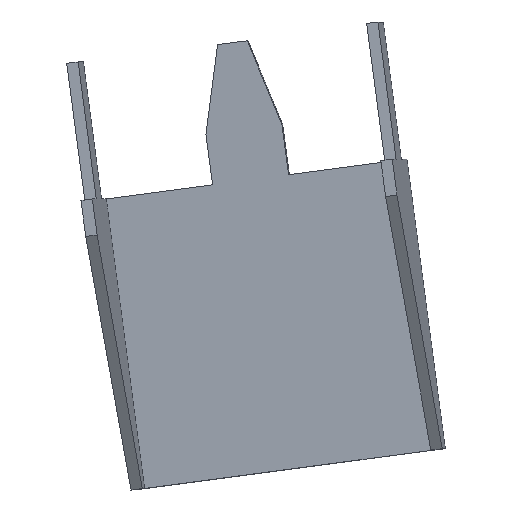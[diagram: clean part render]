
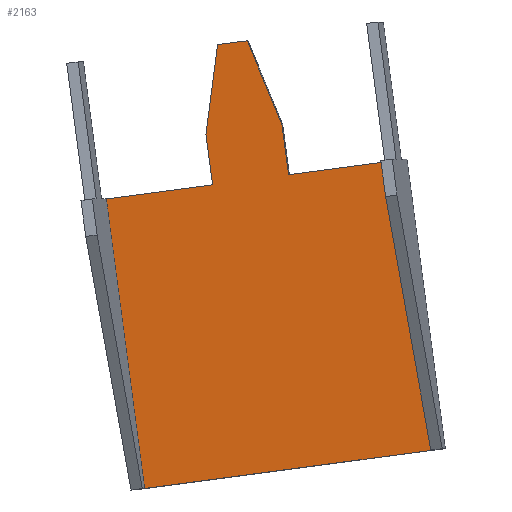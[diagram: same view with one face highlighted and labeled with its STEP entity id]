
A CAD part, front view. The second image highlights one B-rep face of the part: STEP entity #2163.
In plain terms, the highlighted planar face has unit normal (-0.069, -0.998, 0).
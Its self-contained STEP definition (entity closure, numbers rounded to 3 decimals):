
#60 = VERTEX_POINT ( 'NONE', #2017 ) ;
#87 = EDGE_CURVE ( 'NONE', #2753, #151, #1576, .T. ) ;
#94 = LINE ( 'NONE', #2361, #956 ) ;
#147 = VECTOR ( 'NONE', #1980, 1000. ) ;
#151 = VERTEX_POINT ( 'NONE', #2294 ) ;
#154 = LINE ( 'NONE', #1956, #1138 ) ;
#156 = DIRECTION ( 'NONE',  ( -0.989, 0.068, -0.132 ) ) ;
#159 = LINE ( 'NONE', #1750, #1660 ) ;
#179 = ORIENTED_EDGE ( 'NONE', *, *, #1237, .F. ) ;
#225 = CARTESIAN_POINT ( 'NONE',  ( -4.167, -0.414, -5.525 ) ) ;
#237 = CARTESIAN_POINT ( 'NONE',  ( 4.1, -0.982, 5.309 ) ) ;
#412 = VERTEX_POINT ( 'NONE', #499 ) ;
#499 = CARTESIAN_POINT ( 'NONE',  ( -5.434, -0.327, 4.041 ) ) ;
#537 = ORIENTED_EDGE ( 'NONE', *, *, #920, .T. ) ;
#629 = EDGE_CURVE ( 'NONE', #2753, #2628, #2410, .T. ) ;
#706 = EDGE_CURVE ( 'Edge9', #1246, #60, #159, .T. ) ;
#726 = VECTOR ( 'NONE', #1255, 1000. ) ;
#739 = CARTESIAN_POINT ( 'NONE',  ( 4.1, -0.982, 5.309 ) ) ;
#804 = DIRECTION ( 'NONE',  ( -0.989, 0.068, -0.132 ) ) ;
#805 = LINE ( 'NONE', #1918, #726 ) ;
#882 = LINE ( 'NONE', #1732, #147 ) ;
#915 = DIRECTION ( 'NONE',  ( -0.131, 0.009, 0.991 ) ) ;
#920 = EDGE_CURVE ( 'NONE', #60, #1475, #94, .T. ) ;
#956 = VECTOR ( 'NONE', #2812, 1000. ) ;
#1052 = FACE_OUTER_BOUND ( 'NONE', #2357, .T. ) ;
#1071 = ORIENTED_EDGE ( 'NONE', *, *, #87, .F. ) ;
#1078 = DIRECTION ( 'NONE',  ( -0.998, 0.068, 0. ) ) ;
#1138 = VECTOR ( 'NONE', #2434, 1000. ) ;
#1195 = ORIENTED_EDGE ( 'NONE', *, *, #2507, .F. ) ;
#1237 = EDGE_CURVE ( 'NONE', #1246, #2068, #882, .T. ) ;
#1246 = VERTEX_POINT ( 'NONE', #2881 ) ;
#1255 = DIRECTION ( 'NONE',  ( 0.131, -0.009, -0.991 ) ) ;
#1284 = EDGE_CURVE ( 'NONE', #1314, #151, #1567, .T. ) ;
#1314 = VERTEX_POINT ( 'NONE', #2195 ) ;
#1327 = EDGE_CURVE ( 'Edge14', #2068, #2455, #154, .T. ) ;
#1475 = VERTEX_POINT ( 'NONE', #2490 ) ;
#1518 = ORIENTED_EDGE ( 'NONE', *, *, #1284, .T. ) ;
#1526 = CARTESIAN_POINT ( 'NONE',  ( 5.742, -1.095, -4.207 ) ) ;
#1542 = CARTESIAN_POINT ( 'NONE',  ( -0.778, -0.647, 9.27 ) ) ;
#1567 = LINE ( 'NONE', #2684, #1805 ) ;
#1576 = LINE ( 'NONE', #237, #2334 ) ;
#1627 = EDGE_CURVE ( 'NONE', #1314, #412, #2021, .T. ) ;
#1660 = VECTOR ( 'NONE', #2398, 1000. ) ;
#1732 = CARTESIAN_POINT ( 'NONE',  ( -2.522, -0.527, 9.038 ) ) ;
#1734 = LINE ( 'NONE', #1790, #2574 ) ;
#1750 = CARTESIAN_POINT ( 'NONE',  ( -3.339, -0.471, -3.018 ) ) ;
#1790 = CARTESIAN_POINT ( 'NONE',  ( 4.476, -1.008, 5.359 ) ) ;
#1805 = VECTOR ( 'NONE', #2446, 1000. ) ;
#1905 = CARTESIAN_POINT ( 'NONE',  ( 0.37, -0.726, 6.5 ) ) ;
#1918 = CARTESIAN_POINT ( 'NONE',  ( -0.01, -0.7, 9.373 ) ) ;
#1956 = CARTESIAN_POINT ( 'NONE',  ( 4.945, -1.04, -4.539 ) ) ;
#1958 = PLANE ( 'NONE',  #2041 ) ;
#1971 = DIRECTION ( 'NONE',  ( 0.068, 0.998, 0. ) ) ;
#1980 = DIRECTION ( 'NONE',  ( 0.989, -0.068, 0.132 ) ) ;
#2017 = CARTESIAN_POINT ( 'NONE',  ( -2.142, -0.553, 6.166 ) ) ;
#2021 = LINE ( 'NONE', #225, #2523 ) ;
#2041 = AXIS2_PLACEMENT_3D ( 'NONE', #1526, #1971, #1078 ) ;
#2068 = VERTEX_POINT ( 'NONE', #1542 ) ;
#2100 = EDGE_CURVE ( 'NONE', #1475, #412, #1734, .T. ) ;
#2163 = ADVANCED_FACE ( 'Face2', ( #1052 ), #1958, .F. ) ;
#2195 = CARTESIAN_POINT ( 'NONE',  ( -4.167, -0.414, -5.525 ) ) ;
#2234 = ORIENTED_EDGE ( 'NONE', *, *, #706, .T. ) ;
#2294 = CARTESIAN_POINT ( 'NONE',  ( 5.366, -1.069, -4.257 ) ) ;
#2334 = VECTOR ( 'NONE', #2749, 1000. ) ;
#2357 = EDGE_LOOP ( 'NONE', ( #2602, #179, #2234, #537, #2553, #2799, #1518, #1071, #2683, #1195 ) ) ;
#2361 = CARTESIAN_POINT ( 'NONE',  ( -2.522, -0.527, 9.038 ) ) ;
#2398 = DIRECTION ( 'NONE',  ( -0.129, 0.009, -0.992 ) ) ;
#2410 = LINE ( 'NONE', #2625, #2570 ) ;
#2434 = DIRECTION ( 'NONE',  ( 0.383, -0.026, -0.923 ) ) ;
#2446 = DIRECTION ( 'NONE',  ( 0.989, -0.068, 0.132 ) ) ;
#2455 = VERTEX_POINT ( 'NONE', #1905 ) ;
#2490 = CARTESIAN_POINT ( 'NONE',  ( -1.923, -0.568, 4.508 ) ) ;
#2507 = EDGE_CURVE ( 'NONE', #2455, #2628, #805, .T. ) ;
#2523 = VECTOR ( 'NONE', #915, 1000. ) ;
#2553 = ORIENTED_EDGE ( 'NONE', *, *, #2100, .T. ) ;
#2570 = VECTOR ( 'NONE', #804, 1000. ) ;
#2574 = VECTOR ( 'NONE', #156, 1000. ) ;
#2602 = ORIENTED_EDGE ( 'NONE', *, *, #1327, .F. ) ;
#2625 = CARTESIAN_POINT ( 'NONE',  ( 4.476, -1.008, 5.359 ) ) ;
#2628 = VERTEX_POINT ( 'NONE', #2808 ) ;
#2683 = ORIENTED_EDGE ( 'NONE', *, *, #629, .T. ) ;
#2684 = CARTESIAN_POINT ( 'NONE',  ( -4.543, -0.389, -5.575 ) ) ;
#2749 = DIRECTION ( 'NONE',  ( 0.131, -0.009, -0.991 ) ) ;
#2753 = VERTEX_POINT ( 'NONE', #739 ) ;
#2799 = ORIENTED_EDGE ( 'NONE', *, *, #1627, .F. ) ;
#2808 = CARTESIAN_POINT ( 'NONE',  ( 0.589, -0.741, 4.842 ) ) ;
#2812 = DIRECTION ( 'NONE',  ( 0.131, -0.009, -0.991 ) ) ;
#2881 = CARTESIAN_POINT ( 'NONE',  ( -1.755, -0.58, 9.141 ) ) ;
